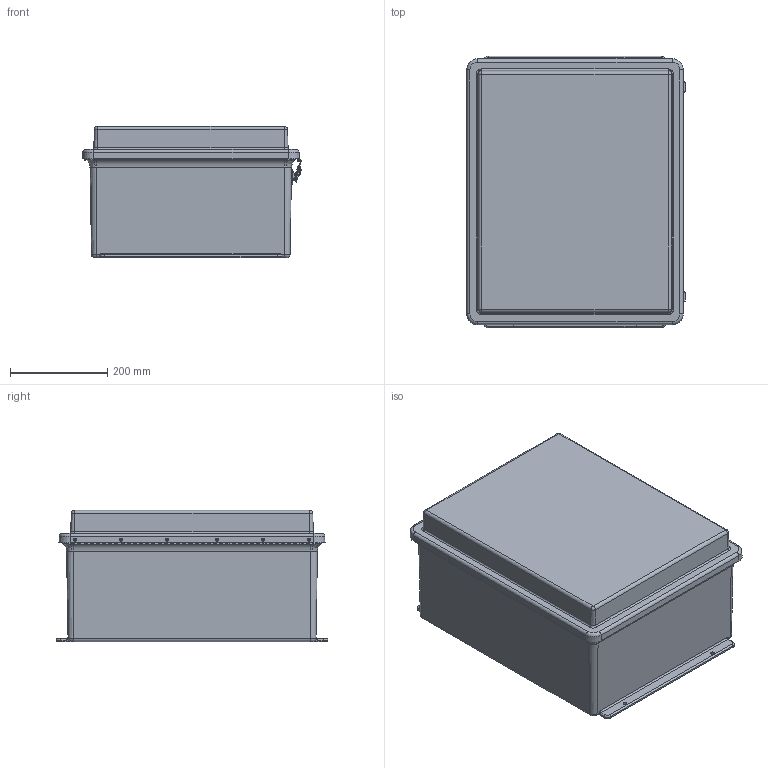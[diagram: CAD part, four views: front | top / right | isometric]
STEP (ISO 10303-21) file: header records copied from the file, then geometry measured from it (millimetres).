
FILE_DESCRIPTION(/* description */ (''),/* implementation_level */ '2;1');
FILE_NAME(/* name */ 'HW-RHJ201610CHTL.stp',/* time_stamp */ '2014-04-07T10:07:02-05:00',/* author */ ('jtigges'),/* organization */ (''),/* preprocessor_version */ 'ST-DEVELOPER v15.2',/* originating_system */ 'Autodesk Inventor 2014',/* authorisation */ '');
FILE_SCHEMA (('AUTOMOTIVE_DESIGN { 1 0 10303 214 3 1 1 }'));
Length unit declared in the file: inch
Products named in the file (28): J2016HL; RMINS45821P; RMINS45821P_1; RMINS45821P_2; RMINS45821P_3; J2016BHL; RMHINGCOV19; RMHINGPIN19; RMHINGBOX19; RMHING19; RJ2016HLCVR; GASKET_2016; WP2016HLU; RMRIV43; RMKEEPNLL150WT; JONEA; JONEB; JONEC; JONED; JONEE; JONEF; JONEG; JONEH; JONEI; JONE; RMLATJLL150; RMLATJLL150_1; RJ2016HLL_STP
Bounding box: 450.91 x 558.8 x 270.3 mm (x, y, z)
Volume: 4431900.4 mm3; surface area: 2059844.9 mm2
Topology: 52 solids, 52 shells, 1365 faces, 3601 edges, 2379 vertices
Faces by surface type: plane 653, cylinder 513, torus 72, bspline 70, cone 47, sphere 10
Full cylindrical faces by diameter (mm): 2.159 x79, 2.4 x2, 2.64 x20, 2.7 x4, 3 x2, 3.25 x2, 3.302 x4, 3.327 x12, 3.5 x2, 3.556 x40, 3.861 x5, 3.962 x7, 4.2 x4, 4.609 x2, 4.618 x2, 4.7 x2, 4.9 x2, 5 x4, 5.3 x2, 5.537 x4, 6.858 x4, 13.3 x2, 13.5 x2
Entity records: 36521 total; most frequent: CARTESIAN_POINT 10745, DIRECTION 5355, ORIENTED_EDGE 4944, EDGE_CURVE 2472, AXIS2_PLACEMENT_3D 1959, VERTEX_POINT 1723, LINE 1437, VECTOR 1437
